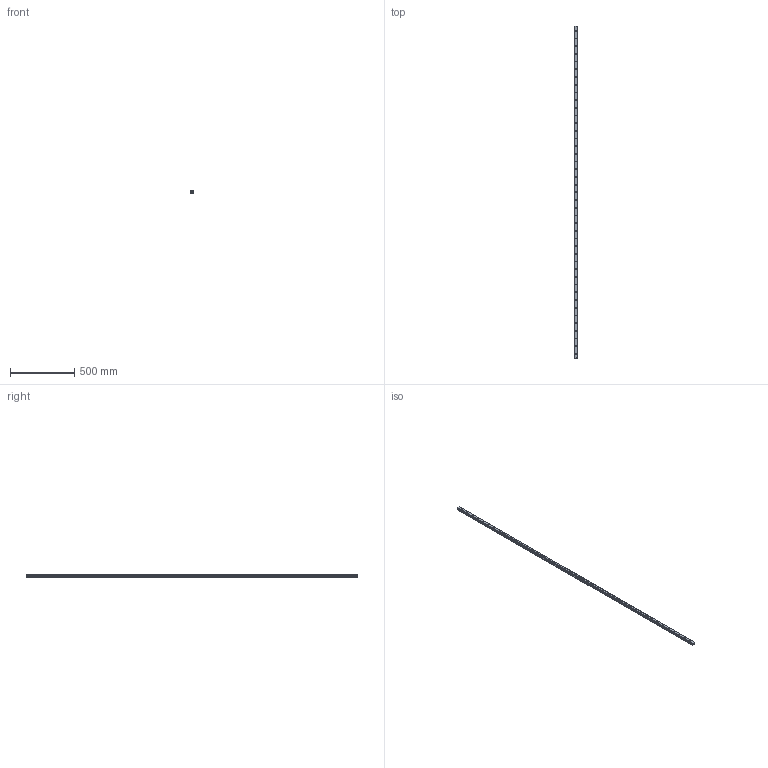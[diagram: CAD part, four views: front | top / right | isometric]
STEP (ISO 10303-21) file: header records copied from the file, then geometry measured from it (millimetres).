
FILE_DESCRIPTION(('STEP AP214'),'1');
FILE_NAME('cctmp_BD308DBE-36B9-4152-AA2A-CC9CC43F9D1E_2020_6_9_14_30_38_120..stp','2020-06-09T12:30:38',('HIWIN GmbH'),('CADClick - www.CADClick.com'),'Spatial InterOp 3D',' ','unknown authorization');
FILE_SCHEMA(('AUTOMOTIVE_DESIGN'));
Length unit declared in the file: millimetre
Products named in the file (1): HGR25R2590H_FILE
Bounding box: 23 x 2590 x 22 mm (x, y, z)
Volume: 1076965.5 mm3; surface area: 266053.9 mm2
Topology: 1 solids, 1 shells, 627 faces, 1605 edges, 1070 vertices
Faces by surface type: plane 347, cylinder 280
Entity records: 24523 total; most frequent: DIRECTION 3765, CARTESIAN_POINT 3303, ORIENTED_EDGE 3210, EDGE_CURVE 1605, AXIS2_PLACEMENT_3D 1532, VERTEX_POINT 1070, CIRCLE 732, EDGE_LOOP 717
